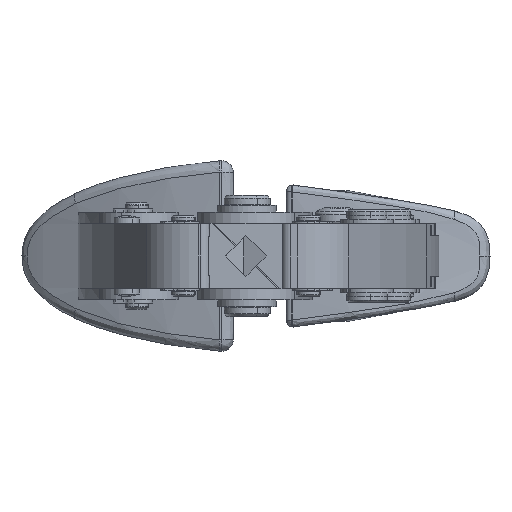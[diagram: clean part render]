
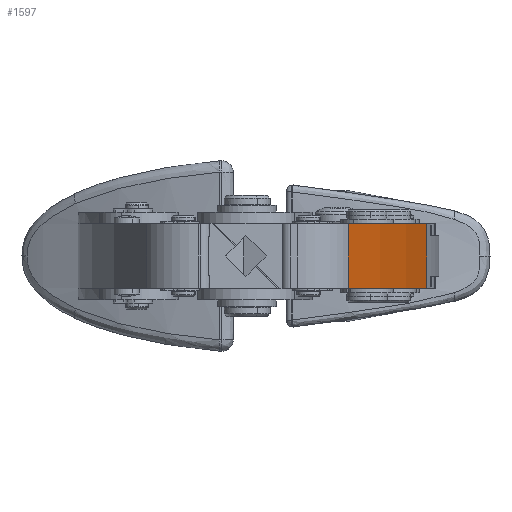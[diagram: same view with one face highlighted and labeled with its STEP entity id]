
A CAD part, left-side view. The second image highlights one B-rep face of the part: STEP entity #1597.
In plain terms, the highlighted cylindrical face has radius 136.613 mm (diameter 273.227 mm), a partial arc.
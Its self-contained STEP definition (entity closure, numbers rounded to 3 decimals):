
#982=AXIS2_PLACEMENT_3D('Circle Axis2P3D',#980,#981,$) ;
#1577=AXIS2_PLACEMENT_3D('Cylinder Axis2P3D',#1574,#1575,#1576) ;
#1588=AXIS2_PLACEMENT_3D('Circle Axis2P3D',#1586,#1587,$) ;
#977=CARTESIAN_POINT('Vertex',(5.017,24.571,22.06)) ;
#980=CARTESIAN_POINT('Axis2P3D Location',(73.085,143.02,22.06)) ;
#984=CARTESIAN_POINT('Vertex',(38.26,10.92,22.06)) ;
#1543=CARTESIAN_POINT('Line Origine',(38.26,10.92,16.51)) ;
#1547=CARTESIAN_POINT('Vertex',(38.26,10.92,10.96)) ;
#1574=CARTESIAN_POINT('Axis2P3D Location',(73.085,143.02,21.06)) ;
#1579=CARTESIAN_POINT('Line Origine',(5.017,24.571,21.06)) ;
#1583=CARTESIAN_POINT('Vertex',(5.017,24.571,10.96)) ;
#1586=CARTESIAN_POINT('Axis2P3D Location',(73.085,143.02,10.96)) ;
#981=DIRECTION('Axis2P3D Direction',(0.,0.,-1.)) ;
#1544=DIRECTION('Vector Direction',(0.,0.,1.)) ;
#1575=DIRECTION('Axis2P3D Direction',(0.,0.,-1.)) ;
#1576=DIRECTION('Axis2P3D XDirection',(-0.239,-0.971,0.)) ;
#1580=DIRECTION('Vector Direction',(0.,0.,-1.)) ;
#1587=DIRECTION('Axis2P3D Direction',(0.,0.,-1.)) ;
#1545=VECTOR('Line Direction',#1544,1.) ;
#1581=VECTOR('Line Direction',#1580,1.) ;
#1592=ORIENTED_EDGE('',*,*,#1549,.F.) ;
#1593=ORIENTED_EDGE('',*,*,#986,.T.) ;
#1594=ORIENTED_EDGE('',*,*,#1585,.T.) ;
#1595=ORIENTED_EDGE('',*,*,#1590,.F.) ;
#1597=ADVANCED_FACE('Hauptk\X2\00F6\X0\rper',(#1596),#1578,.T.) ;
#983=CIRCLE('generated circle',#982,136.614) ;
#1589=CIRCLE('generated circle',#1588,136.614) ;
#1578=CYLINDRICAL_SURFACE('generated cylinder',#1577,136.614) ;
#986=EDGE_CURVE('',#985,#978,#983,.T.) ;
#1549=EDGE_CURVE('',#985,#1548,#1546,.F.) ;
#1585=EDGE_CURVE('',#978,#1584,#1582,.T.) ;
#1590=EDGE_CURVE('',#1548,#1584,#1589,.T.) ;
#1591=EDGE_LOOP('',(#1592,#1593,#1594,#1595)) ;
#1596=FACE_OUTER_BOUND('',#1591,.T.) ;
#1546=LINE('Line',#1543,#1545) ;
#1582=LINE('Line',#1579,#1581) ;
#978=VERTEX_POINT('',#977) ;
#985=VERTEX_POINT('',#984) ;
#1548=VERTEX_POINT('',#1547) ;
#1584=VERTEX_POINT('',#1583) ;
